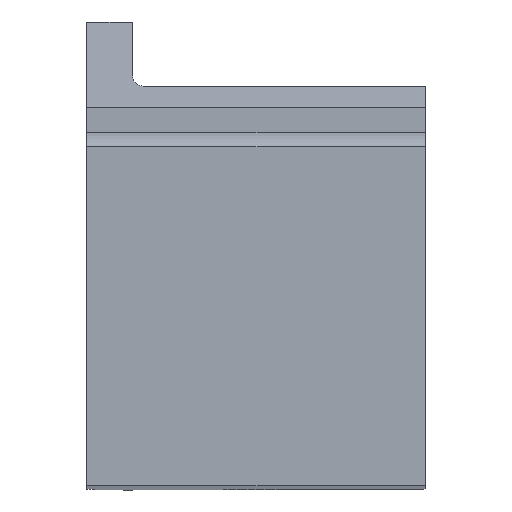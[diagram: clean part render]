
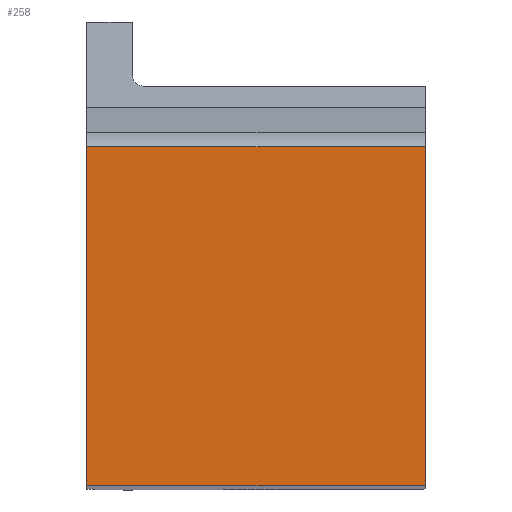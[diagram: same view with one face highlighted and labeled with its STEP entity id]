
A CAD part, top view. The second image highlights one B-rep face of the part: STEP entity #258.
In plain terms, the highlighted planar face has unit normal (0, 0, 1).
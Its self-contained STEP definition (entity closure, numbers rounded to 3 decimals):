
#258=ADVANCED_FACE('',(#475),#365,.T.);
#365=PLANE('',#3352);
#475=FACE_OUTER_BOUND('',#641,.T.);
#641=EDGE_LOOP('',(#1168,#1169,#1170,#1171));
#1168=ORIENTED_EDGE('',*,*,#2212,.F.);
#1169=ORIENTED_EDGE('',*,*,#2186,.F.);
#1170=ORIENTED_EDGE('',*,*,#2215,.F.);
#1171=ORIENTED_EDGE('',*,*,#2197,.F.);
#1805=VERTEX_POINT('',#8379);
#1806=VERTEX_POINT('',#8381);
#1815=VERTEX_POINT('',#8403);
#1816=VERTEX_POINT('',#8404);
#2186=EDGE_CURVE('',#1805,#1806,#2868,.T.);
#2197=EDGE_CURVE('',#1815,#1816,#2878,.T.);
#2212=EDGE_CURVE('',#1806,#1815,#2890,.T.);
#2215=EDGE_CURVE('',#1816,#1805,#2891,.T.);
#2868=LINE('',#8380,#3059);
#2878=LINE('',#8402,#3069);
#2890=LINE('',#8431,#3081);
#2891=LINE('',#8437,#3082);
#3059=VECTOR('',#3729,1.);
#3069=VECTOR('',#3745,1.);
#3081=VECTOR('',#3765,1.);
#3082=VECTOR('',#3772,1.);
#3352=AXIS2_PLACEMENT_3D('',#8438,#3773,#3774);
#3729=DIRECTION('',(0.,-1.,0.));
#3745=DIRECTION('',(0.,1.,0.));
#3765=DIRECTION('',(-1.,0.,0.));
#3772=DIRECTION('',(1.,0.,0.));
#3773=DIRECTION('',(0.,0.,1.));
#3774=DIRECTION('',(-1.,0.,0.));
#8379=CARTESIAN_POINT('',(0.,15.875,0.));
#8380=CARTESIAN_POINT('',(0.,15.875,0.));
#8381=CARTESIAN_POINT('',(0.,0.,0.));
#8402=CARTESIAN_POINT('',(-15.875,0.,0.));
#8403=CARTESIAN_POINT('',(-15.875,0.,0.));
#8404=CARTESIAN_POINT('',(-15.875,15.875,0.));
#8431=CARTESIAN_POINT('',(0.,0.,0.));
#8437=CARTESIAN_POINT('',(-15.875,15.875,0.));
#8438=CARTESIAN_POINT('',(-7.938,7.938,0.));
